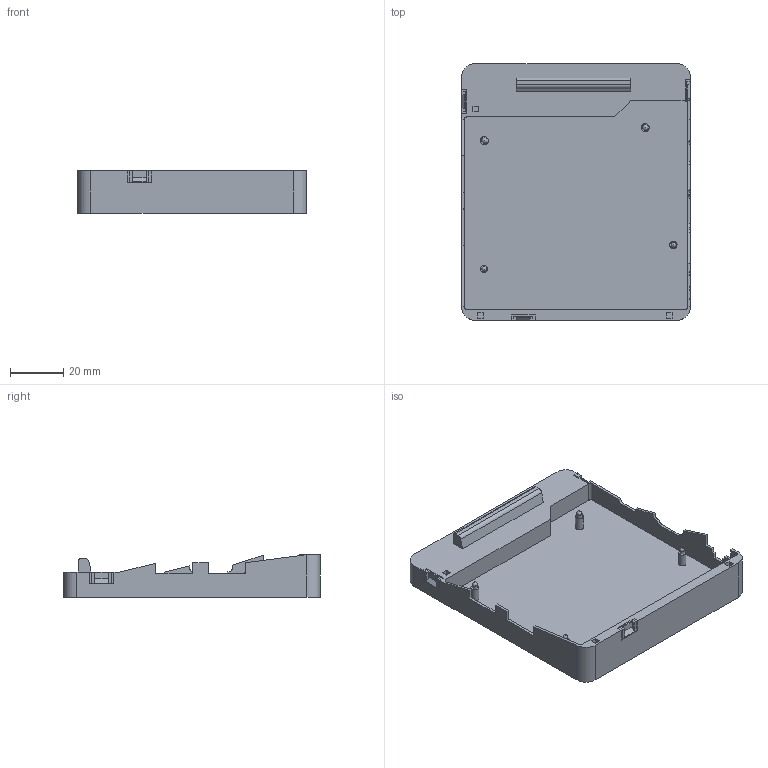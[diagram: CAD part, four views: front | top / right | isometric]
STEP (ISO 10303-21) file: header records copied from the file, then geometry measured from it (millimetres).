
FILE_DESCRIPTION(('HOOPS Exchange Step'),'2;1');
FILE_NAME('temp_export','2025-07-16T19:59:27-04:00',('bobwulff'),('Shapr3D Limited'),'HOOPS Exchange 2024.8','Shapr3D','Authorized');
FILE_SCHEMA( ('AP242_MANAGED_MODEL_BASED_3D_ENGINEERING_MIM_LF {1 0 10303 442 1 1 4}') );
Length unit declared in the file: millimetre
Products named in the file (6): SmallPeg (1); BigPeg (1); BigPeg; Base Module; root
Assembly tree (5 placements, depth 3):
  root
    Base Module
      SmallPeg (1)
      SmallPeg (1)
      BigPeg (1)
      BigPeg
Bounding box: 86.05 x 96.53 x 16 mm (x, y, z)
Volume: 35249.4 mm3; surface area: 25269.4 mm2
Topology: 12 solids, 12 shells, 177 faces, 454 edges, 305 vertices
Faces by surface type: plane 131, cylinder 38, sphere 4, cone 4
Full cylindrical faces by diameter (mm): 1.75 x2, 2 x2, 2.75 x2, 3 x2
Entity records: 5528 total; most frequent: CARTESIAN_POINT 944, DIRECTION 932, ORIENTED_EDGE 900, EDGE_CURVE 450, VECTOR 346, LINE 346, VERTEX_POINT 305, AXIS2_PLACEMENT_3D 293
